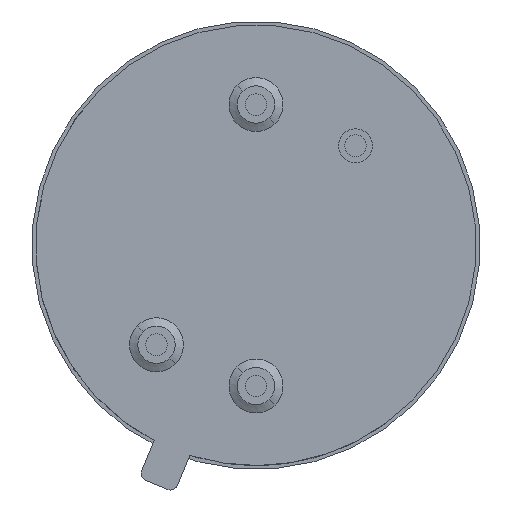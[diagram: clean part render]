
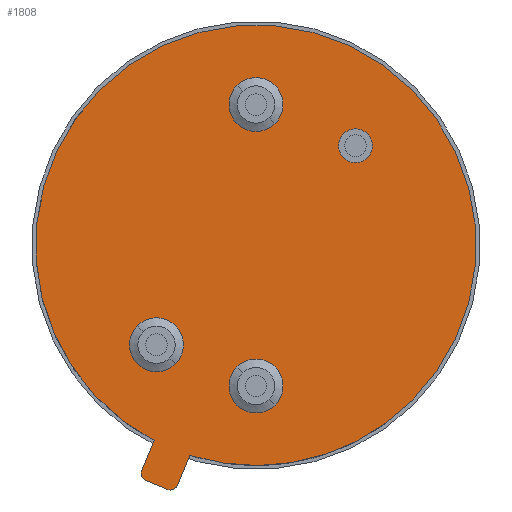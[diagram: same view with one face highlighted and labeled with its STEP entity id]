
A CAD part, front view. The second image highlights one B-rep face of the part: STEP entity #1808.
In plain terms, the highlighted planar face has unit normal (0, -1, 0).
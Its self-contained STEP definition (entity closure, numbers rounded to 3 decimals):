
#6 = CARTESIAN_POINT ( 'NONE',  ( -2.29, 0.1, -4.875 ) ) ;
#20 = CARTESIAN_POINT ( 'NONE',  ( -1.632, 0.1, -4.985 ) ) ;
#50 = ORIENTED_EDGE ( 'NONE', *, *, #2378, .F. ) ;
#56 = CARTESIAN_POINT ( 'NONE',  ( -2.232, 0.1, -4.736 ) ) ;
#75 = AXIS2_PLACEMENT_3D ( 'NONE', #363, #1112, #2050 ) ;
#101 = CARTESIAN_POINT ( 'NONE',  ( -1.828, 0.1, -5.066 ) ) ;
#152 = VERTEX_POINT ( 'NONE', #571 ) ;
#181 = DIRECTION ( 'NONE',  ( -0.707, 0., 0.707 ) ) ;
#185 = DIRECTION ( 'NONE',  ( 0.707, 0., -0.707 ) ) ;
#203 = EDGE_CURVE ( 'NONE', #2683, #883, #296, .T. ) ;
#225 = VERTEX_POINT ( 'NONE', #1748 ) ;
#247 = CARTESIAN_POINT ( 'NONE',  ( -1.77, 0.1, -4.928 ) ) ;
#296 = CIRCLE ( 'NONE', #823, 0.15 ) ;
#312 = VECTOR ( 'NONE', #2364, 1000. ) ;
#363 = CARTESIAN_POINT ( 'NONE',  ( 0., 0.1, 0. ) ) ;
#365 = AXIS2_PLACEMENT_3D ( 'NONE', #2870, #1021, #1460 ) ;
#375 = DIRECTION ( 'NONE',  ( -0.707, 0., 0.707 ) ) ;
#407 = ORIENTED_EDGE ( 'NONE', *, *, #410, .F. ) ;
#410 = EDGE_CURVE ( 'NONE', #2616, #2226, #2000, .T. ) ;
#547 = CARTESIAN_POINT ( 'NONE',  ( -2.371, 0.1, -4.679 ) ) ;
#548 = CIRCLE ( 'NONE', #800, 0.15 ) ;
#571 = CARTESIAN_POINT ( 'NONE',  ( -1.632, 0.1, -4.985 ) ) ;
#572 = DIRECTION ( 'NONE',  ( -0.707, 0., 0.707 ) ) ;
#624 = DIRECTION ( 'NONE',  ( 0., 1., 0. ) ) ;
#678 = AXIS2_PLACEMENT_3D ( 'NONE', #1749, #2699, #572 ) ;
#783 = DIRECTION ( 'NONE',  ( 0.383, 0., 0.924 ) ) ;
#800 = AXIS2_PLACEMENT_3D ( 'NONE', #56, #1922, #1070 ) ;
#823 = AXIS2_PLACEMENT_3D ( 'NONE', #839, #1544, #375 ) ;
#839 = CARTESIAN_POINT ( 'NONE',  ( -1.77, 0.1, -4.928 ) ) ;
#864 = CARTESIAN_POINT ( 'NONE',  ( 2.065, 0.1, 2.065 ) ) ;
#883 = VERTEX_POINT ( 'NONE', #101 ) ;
#923 = VERTEX_POINT ( 'NONE', #2154 ) ;
#932 = CARTESIAN_POINT ( 'NONE',  ( 2.065, 0.1, 2.065 ) ) ;
#946 = EDGE_CURVE ( 'NONE', #1435, #2862, #548, .T. ) ;
#965 = ORIENTED_EDGE ( 'NONE', *, *, #1283, .F. ) ;
#1021 = DIRECTION ( 'NONE',  ( 0., 1., 0. ) ) ;
#1039 = VERTEX_POINT ( 'NONE', #1101 ) ;
#1069 = VECTOR ( 'NONE', #1095, 1000. ) ;
#1070 = DIRECTION ( 'NONE',  ( 0.707, 0., -0.707 ) ) ;
#1095 = DIRECTION ( 'NONE',  ( -0.924, 0., 0.383 ) ) ;
#1101 = CARTESIAN_POINT ( 'NONE',  ( 3.231, 0.1, -3.231 ) ) ;
#1112 = DIRECTION ( 'NONE',  ( 0., 1., 0. ) ) ;
#1191 = DIRECTION ( 'NONE',  ( 0.707, 0., -0.707 ) ) ;
#1199 = VERTEX_POINT ( 'NONE', #1620 ) ;
#1201 = AXIS2_PLACEMENT_3D ( 'NONE', #864, #2069, #185 ) ;
#1283 = EDGE_CURVE ( 'NONE', #883, #1435, #2739, .T. ) ;
#1315 = CARTESIAN_POINT ( 'NONE',  ( -2.29, 0.1, -4.875 ) ) ;
#1394 = CARTESIAN_POINT ( 'NONE',  ( -2.371, 0.1, -4.679 ) ) ;
#1407 = EDGE_CURVE ( 'NONE', #152, #2683, #1484, .T. ) ;
#1435 = VERTEX_POINT ( 'NONE', #6 ) ;
#1442 = FACE_OUTER_BOUND ( 'NONE', #2256, .T. ) ;
#1446 = ORIENTED_EDGE ( 'NONE', *, *, #1407, .F. ) ;
#1460 = DIRECTION ( 'NONE',  ( -0.707, 0., 0.707 ) ) ;
#1484 = CIRCLE ( 'NONE', #2827, 0.15 ) ;
#1528 = EDGE_CURVE ( 'NONE', #2226, #2616, #2193, .T. ) ;
#1531 = ORIENTED_EDGE ( 'NONE', *, *, #946, .F. ) ;
#1544 = DIRECTION ( 'NONE',  ( 0., 1., 0. ) ) ;
#1552 = ORIENTED_EDGE ( 'NONE', *, *, #2873, .F. ) ;
#1564 = ORIENTED_EDGE ( 'NONE', *, *, #1938, .F. ) ;
#1600 = CARTESIAN_POINT ( 'NONE',  ( 0., 0.1, 0. ) ) ;
#1620 = CARTESIAN_POINT ( 'NONE',  ( -3.231, 0.1, 3.231 ) ) ;
#1714 = PLANE ( 'NONE',  #365 ) ;
#1748 = CARTESIAN_POINT ( 'NONE',  ( -2.112, 0.1, -4.053 ) ) ;
#1749 = CARTESIAN_POINT ( 'NONE',  ( 0., 0.1, 0. ) ) ;
#1808 = ADVANCED_FACE ( 'NONE', ( #2623, #1442 ), #1714, .F. ) ;
#1853 = AXIS2_PLACEMENT_3D ( 'NONE', #932, #2830, #1191 ) ;
#1865 = CIRCLE ( 'NONE', #678, 4.57 ) ;
#1909 = AXIS2_PLACEMENT_3D ( 'NONE', #1600, #624, #181 ) ;
#1922 = DIRECTION ( 'NONE',  ( 0., 1., 0. ) ) ;
#1938 = EDGE_CURVE ( 'NONE', #1039, #923, #1865, .T. ) ;
#1979 = ORIENTED_EDGE ( 'NONE', *, *, #2748, .F. ) ;
#2000 = CIRCLE ( 'NONE', #1853, 0.35 ) ;
#2043 = ORIENTED_EDGE ( 'NONE', *, *, #2923, .F. ) ;
#2049 = CARTESIAN_POINT ( 'NONE',  ( 2.312, 0.1, 1.817 ) ) ;
#2050 = DIRECTION ( 'NONE',  ( -0.707, 0., 0.707 ) ) ;
#2069 = DIRECTION ( 'NONE',  ( 0., -1., 0. ) ) ;
#2119 = LINE ( 'NONE', #20, #312 ) ;
#2154 = CARTESIAN_POINT ( 'NONE',  ( -1.373, 0.1, -4.359 ) ) ;
#2193 = CIRCLE ( 'NONE', #1201, 0.35 ) ;
#2226 = VERTEX_POINT ( 'NONE', #2049 ) ;
#2247 = CARTESIAN_POINT ( 'NONE',  ( -1.664, 0.1, -5.034 ) ) ;
#2256 = EDGE_LOOP ( 'NONE', ( #1979, #2043, #1531, #965, #2507, #1446, #1552, #1564, #50 ) ) ;
#2364 = DIRECTION ( 'NONE',  ( -0.383, 0., -0.924 ) ) ;
#2378 = EDGE_CURVE ( 'NONE', #1199, #1039, #2844, .T. ) ;
#2379 = LINE ( 'NONE', #547, #2864 ) ;
#2415 = EDGE_LOOP ( 'NONE', ( #407, #2752 ) ) ;
#2432 = CARTESIAN_POINT ( 'NONE',  ( 1.817, 0.1, 2.312 ) ) ;
#2507 = ORIENTED_EDGE ( 'NONE', *, *, #203, .F. ) ;
#2605 = DIRECTION ( 'NONE',  ( 0., 1., 0. ) ) ;
#2616 = VERTEX_POINT ( 'NONE', #2432 ) ;
#2623 = FACE_BOUND ( 'NONE', #2415, .T. ) ;
#2683 = VERTEX_POINT ( 'NONE', #2247 ) ;
#2699 = DIRECTION ( 'NONE',  ( 0., 1., 0. ) ) ;
#2727 = CIRCLE ( 'NONE', #75, 4.57 ) ;
#2739 = LINE ( 'NONE', #1315, #1069 ) ;
#2748 = EDGE_CURVE ( 'NONE', #225, #1199, #2727, .T. ) ;
#2752 = ORIENTED_EDGE ( 'NONE', *, *, #1528, .F. ) ;
#2802 = DIRECTION ( 'NONE',  ( -0.707, 0., 0.707 ) ) ;
#2827 = AXIS2_PLACEMENT_3D ( 'NONE', #247, #2605, #2802 ) ;
#2830 = DIRECTION ( 'NONE',  ( 0., -1., 0. ) ) ;
#2844 = CIRCLE ( 'NONE', #1909, 4.57 ) ;
#2862 = VERTEX_POINT ( 'NONE', #1394 ) ;
#2864 = VECTOR ( 'NONE', #783, 1000. ) ;
#2870 = CARTESIAN_POINT ( 'NONE',  ( 0., 0.1, 0. ) ) ;
#2873 = EDGE_CURVE ( 'NONE', #923, #152, #2119, .T. ) ;
#2923 = EDGE_CURVE ( 'NONE', #2862, #225, #2379, .T. ) ;
